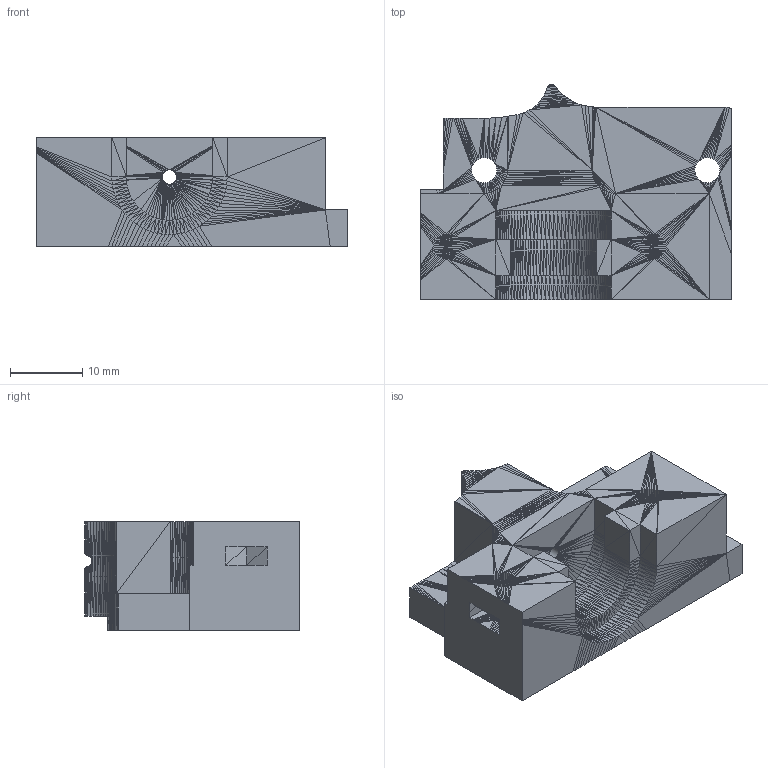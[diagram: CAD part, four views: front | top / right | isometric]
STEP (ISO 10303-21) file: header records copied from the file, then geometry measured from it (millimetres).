
FILE_DESCRIPTION(/* description */ (''),/* implementation_level */ '2;1');
FILE_NAME(/* name */ 'Extruder_Base v2.stp',/* time_stamp */ '2017-06-05T07:51:19-03:00',/* author */ (''),/* organization */ (''),/* preprocessor_version */ 'ST-DEVELOPER v16.13',/* originating_system */ 'Autodesk Translation Framework v6.1.1.50',/* authorisation */ '');
FILE_SCHEMA (('AUTOMOTIVE_DESIGN { 1 0 10303 214 3 1 1 }'));
Products named in the file (1): Extruder_Base v2
Bounding box: 43.17 x 29.83 x 15.05 mm (x, y, z)
Volume: 10322.8 mm3; surface area: 5255.6 mm2
Topology: 1 solids, 1 shells, 2789 faces, 4784 edges, 1990 vertices
Faces by surface type: plane 2780, cylinder 8, cone 1
Entity records: 59948 total; most frequent: DIRECTION 10496, CARTESIAN_POINT 9698, ORIENTED_EDGE 9568, EDGE_CURVE 4784, LINE 4518, VECTOR 4518, AXIS2_PLACEMENT_3D 2989, EDGE_LOOP 2792
